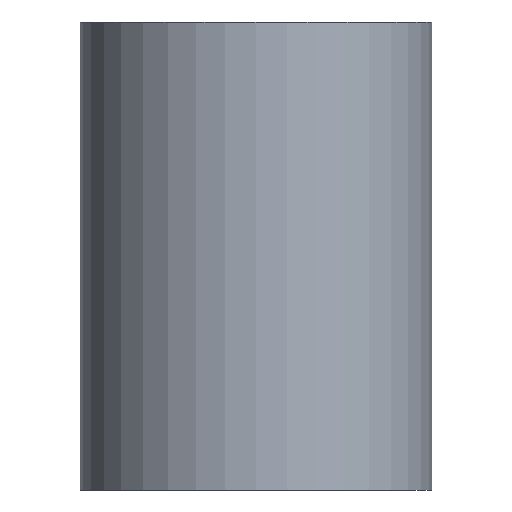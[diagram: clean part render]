
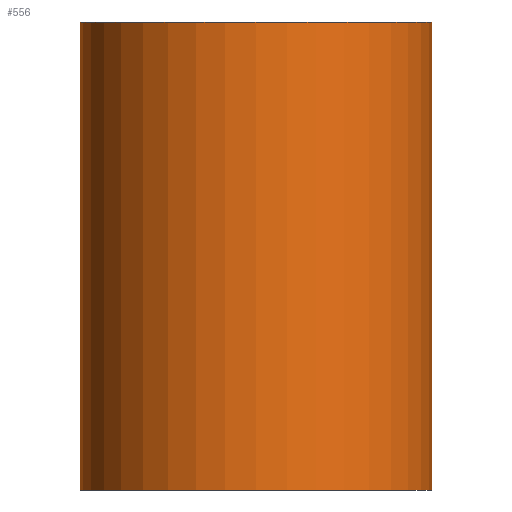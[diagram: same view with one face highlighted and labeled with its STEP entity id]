
A CAD part, front view. The second image highlights one B-rep face of the part: STEP entity #556.
In plain terms, the highlighted cylindrical face has radius 4.775 mm (diameter 9.55 mm), a partial arc.
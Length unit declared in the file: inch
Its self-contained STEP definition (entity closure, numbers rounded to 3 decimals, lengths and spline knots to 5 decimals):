
#2 = EDGE_LOOP ( 'NONE', ( #536, #413, #467, #19 ) ) ;
#9 = CIRCLE ( 'NONE', #91, 0.188 ) ;
#13 = VERTEX_POINT ( 'NONE', #425 ) ;
#19 = ORIENTED_EDGE ( 'NONE', *, *, #328, .T. ) ;
#52 = DIRECTION ( 'NONE',  ( 0., 0., -1. ) ) ;
#69 = VERTEX_POINT ( 'NONE', #388 ) ;
#90 = EDGE_CURVE ( 'NONE', #178, #132, #9, .T. ) ;
#91 = AXIS2_PLACEMENT_3D ( 'NONE', #394, #145, #430 ) ;
#103 = AXIS2_PLACEMENT_3D ( 'NONE', #157, #399, #402 ) ;
#132 = VERTEX_POINT ( 'NONE', #206 ) ;
#145 = DIRECTION ( 'NONE',  ( 0., 0., -1. ) ) ;
#152 = CYLINDRICAL_SURFACE ( 'NONE', #103, 0.188 ) ;
#157 = CARTESIAN_POINT ( 'NONE',  ( 0.156, -0.812, 0.25 ) ) ;
#172 = LINE ( 'NONE', #496, #487 ) ;
#178 = VERTEX_POINT ( 'NONE', #247 ) ;
#206 = CARTESIAN_POINT ( 'NONE',  ( -0.032, -0.812, -0.25 ) ) ;
#213 = DIRECTION ( 'NONE',  ( 0., 0., -1. ) ) ;
#246 = LINE ( 'NONE', #552, #442 ) ;
#247 = CARTESIAN_POINT ( 'NONE',  ( 0.156, -0.624, -0.25 ) ) ;
#267 = EDGE_CURVE ( 'NONE', #13, #178, #172, .T. ) ;
#325 = CIRCLE ( 'NONE', #541, 0.188 ) ;
#328 = EDGE_CURVE ( 'NONE', #69, #132, #246, .T. ) ;
#363 = EDGE_CURVE ( 'NONE', #13, #69, #325, .T. ) ;
#388 = CARTESIAN_POINT ( 'NONE',  ( -0.032, -0.812, 0.25 ) ) ;
#394 = CARTESIAN_POINT ( 'NONE',  ( 0.156, -0.812, -0.25 ) ) ;
#399 = DIRECTION ( 'NONE',  ( 0., 0., -1. ) ) ;
#402 = DIRECTION ( 'NONE',  ( -1., 0., 0. ) ) ;
#409 = DIRECTION ( 'NONE',  ( 1., 0., 0. ) ) ;
#413 = ORIENTED_EDGE ( 'NONE', *, *, #267, .F. ) ;
#425 = CARTESIAN_POINT ( 'NONE',  ( 0.156, -0.624, 0.25 ) ) ;
#430 = DIRECTION ( 'NONE',  ( 1., 0., 0. ) ) ;
#442 = VECTOR ( 'NONE', #52, 39.37008 ) ;
#451 = DIRECTION ( 'NONE',  ( 0., 0., -1. ) ) ;
#467 = ORIENTED_EDGE ( 'NONE', *, *, #363, .T. ) ;
#480 = FACE_OUTER_BOUND ( 'NONE', #2, .T. ) ;
#487 = VECTOR ( 'NONE', #213, 39.37008 ) ;
#493 = CARTESIAN_POINT ( 'NONE',  ( 0.156, -0.812, 0.25 ) ) ;
#496 = CARTESIAN_POINT ( 'NONE',  ( 0.156, -0.624, 0.25 ) ) ;
#536 = ORIENTED_EDGE ( 'NONE', *, *, #90, .F. ) ;
#541 = AXIS2_PLACEMENT_3D ( 'NONE', #493, #451, #409 ) ;
#552 = CARTESIAN_POINT ( 'NONE',  ( -0.032, -0.812, 0.25 ) ) ;
#556 = ADVANCED_FACE ( 'NONE', ( #480 ), #152, .T. ) ;
